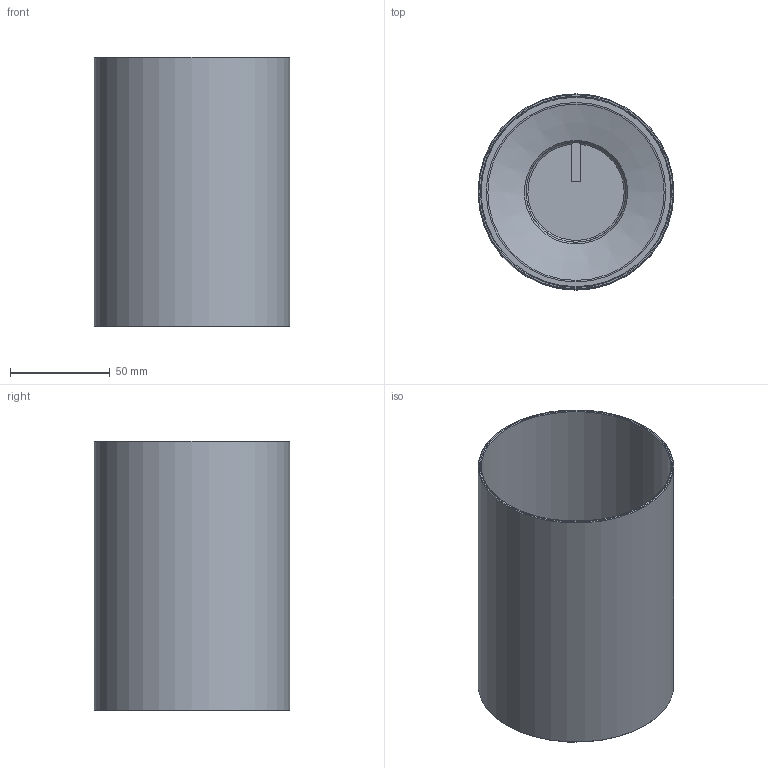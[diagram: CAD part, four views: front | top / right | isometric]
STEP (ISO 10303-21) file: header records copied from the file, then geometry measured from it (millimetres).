
FILE_DESCRIPTION(('FreeCAD Model'),'2;1');
FILE_NAME('Open CASCADE Shape Model','2025-09-06T20:17:36',(''),(''), 'Open CASCADE STEP processor 7.8','FreeCAD','Unknown');
FILE_SCHEMA(('AUTOMOTIVE_DESIGN { 1 0 10303 214 1 1 1 1 }'));
Length unit declared in the file: millimetre
Products named in the file (1): Body
Bounding box: 98 x 98 x 135 mm (x, y, z)
Volume: 116962.4 mm3; surface area: 93958.7 mm2
Topology: 1 solids, 1 shells, 19 faces, 41 edges, 25 vertices
Faces by surface type: plane 8, cone 7, cylinder 3, bspline 1
Full cylindrical faces by diameter (mm): 50 x1, 95 x1, 98 x1
Entity records: 1202 total; most frequent: CARTESIAN_POINT 319, DIRECTION 169, ORIENTED_EDGE 82, PCURVE 82, DEFINITIONAL_REPRESENTATION 82, LINE 71, VECTOR 71, AXIS2_PLACEMENT_3D 41
